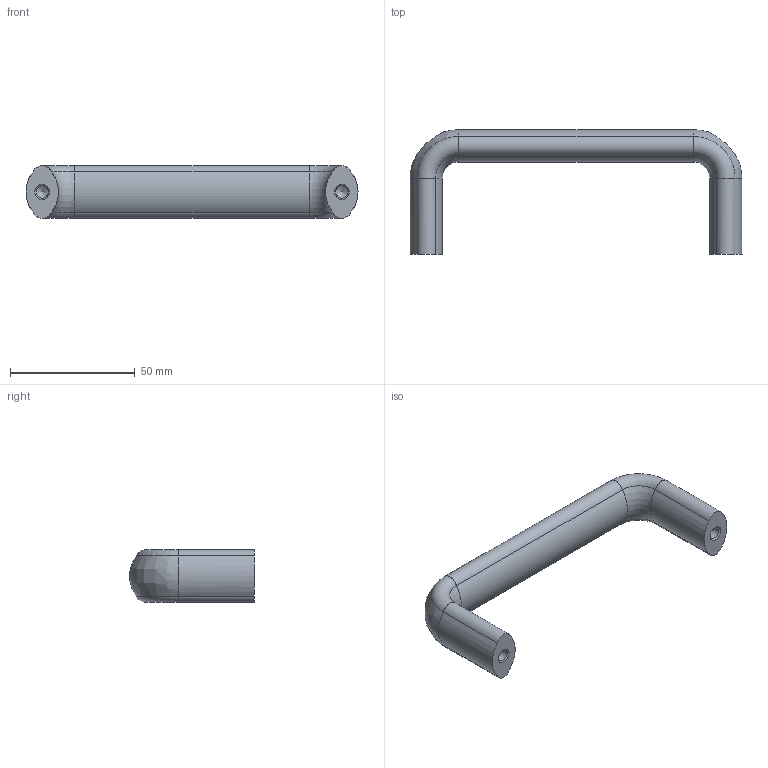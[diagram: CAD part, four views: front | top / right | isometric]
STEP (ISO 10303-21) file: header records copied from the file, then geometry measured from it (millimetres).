
FILE_DESCRIPTION( ( 'STEP AP214' ), '1' );
FILE_NAME( 'K0204.12001.stp', '2020-11-26T11:55:45', ( '' ), ( '' ), ' ', 'PARTsolutions', ' ' );
FILE_SCHEMA( ( 'AUTOMOTIVE_DESIGN { 1 0 10303 214 1 1 1 1 }' ) );
Length unit declared in the file: millimetre
Products named in the file (1): _K0204.12001
Bounding box: 133 x 50 x 21 mm (x, y, z)
Volume: 39891.9 mm3; surface area: 11337.1 mm2
Topology: 1 solids, 1 shells, 28 faces, 58 edges, 32 vertices
Faces by surface type: cylinder 14, torus 6, cone 4, bspline 2, plane 2
Full cylindrical faces by diameter (mm): 4.917 x2
Entity records: 1122 total; most frequent: CARTESIAN_POINT 349, DIRECTION 110, ORIENTED_EDGE 100, EDGE_CURVE 50, AXIS2_PLACEMENT_3D 49, EDGE_LOOP 34, VERTEX_POINT 32, FACE_OUTER_BOUND 30
